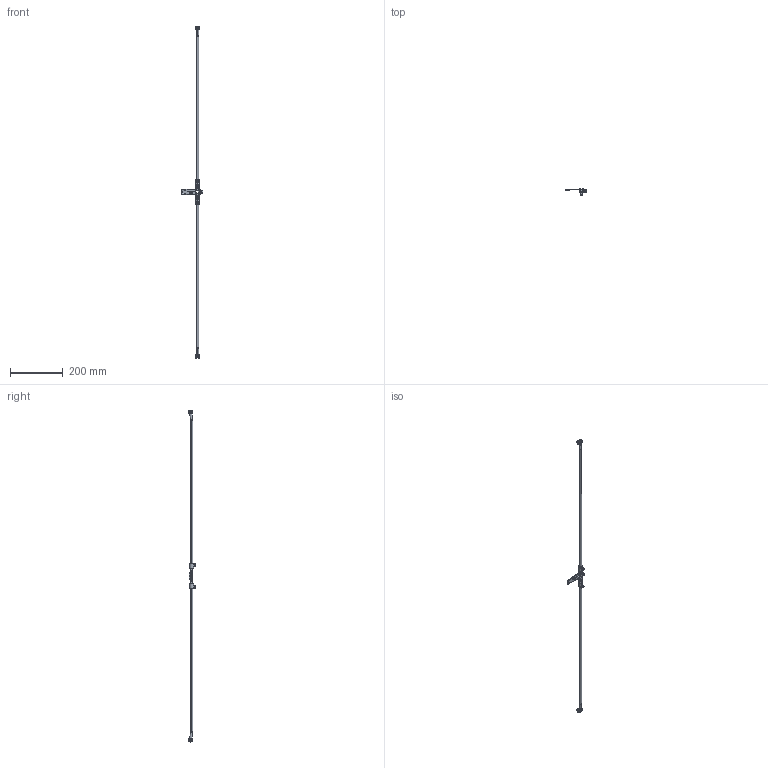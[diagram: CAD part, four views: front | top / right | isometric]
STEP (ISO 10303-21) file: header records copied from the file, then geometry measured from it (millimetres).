
FILE_DESCRIPTION (( 'STEP AP214' ), '1' );
FILE_NAME ('03742-3 Point Rod Roller Latch Zinc 8mm.STEP', '2018-09-26T03:31:13', ( '' ), ( '' ), 'SwSTEP 2.0', 'SolidWorks 2018', '' );
FILE_SCHEMA (( 'AUTOMOTIVE_DESIGN' ));
Length unit declared in the file: millimetre
Products named in the file (7): 3742 3 Point 8mm Roller Latch ZP Part 4; 3742 3 Point 8mm Roller Latch ZP Part 1; 3742 3 Point 8mm Roller Latch ZP Part 3; 3742 3 Point 8mm Roller Latch ZP Part 2; 3742 3 Point 8mm Roller Latch ZP Part 5; 03742-3 Point Rod Roller Latch Zinc 8mm; 3742 3 Point 8mm Roller Latch ZP Part 6
Assembly tree (10 placements, depth 2):
  03742-3 Point Rod Roller Latch Zinc 8mm
    3742 3 Point 8mm Roller Latch ZP Part 2
    3742 3 Point 8mm Roller Latch ZP Part 3
    3742 3 Point 8mm Roller Latch ZP Part 1  x2
    3742 3 Point 8mm Roller Latch ZP Part 4  x2
    3742 3 Point 8mm Roller Latch ZP Part 5  x2
    3742 3 Point 8mm Roller Latch ZP Part 6  x2
Bounding box: 80.48 x 26.39 x 1264.94 mm (x, y, z)
Volume: 78005.4 mm3; surface area: 44843.6 mm2
Topology: 10 solids, 10 shells, 613 faces, 1589 edges, 1040 vertices
Faces by surface type: plane 328, cylinder 164, bspline 106, sphere 8, torus 4, cone 3
Entity records: 23254 total; most frequent: CARTESIAN_POINT 11260, ORIENTED_EDGE 2638, DIRECTION 2007, EDGE_CURVE 1319, VERTEX_POINT 862, VECTOR 857, LINE 857, AXIS2_PLACEMENT_3D 575
